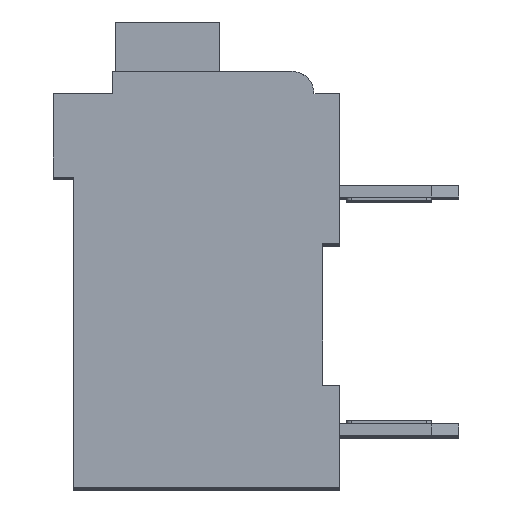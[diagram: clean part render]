
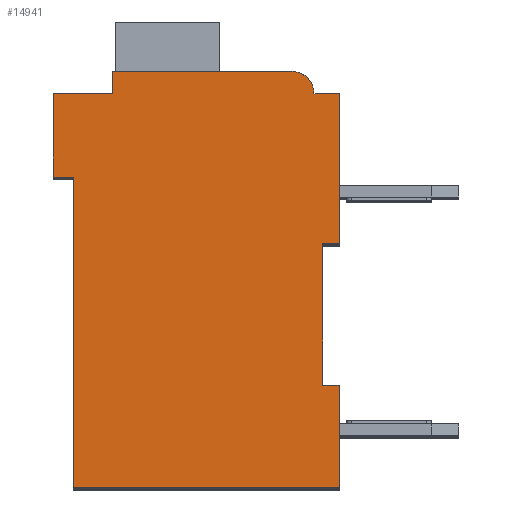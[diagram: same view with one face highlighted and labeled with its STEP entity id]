
A CAD part, top view. The second image highlights one B-rep face of the part: STEP entity #14941.
In plain terms, the highlighted planar face has unit normal (0, 0, 1).
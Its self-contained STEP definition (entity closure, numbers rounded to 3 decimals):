
#4642=DIRECTION('',(1.,0.,0.));
#4643=VECTOR('',#4642,0.5);
#4644=CARTESIAN_POINT('',(7.3,7.15,2.1));
#4645=LINE('',#4644,#4643);
#4646=DIRECTION('',(0.,1.,0.));
#4647=VECTOR('',#4646,4.15);
#4648=CARTESIAN_POINT('',(7.3,3.,2.1));
#4649=LINE('',#4648,#4647);
#4650=DIRECTION('',(-1.,0.,0.));
#4651=VECTOR('',#4650,0.5);
#4652=CARTESIAN_POINT('',(7.8,3.,2.1));
#4653=LINE('',#4652,#4651);
#4654=DIRECTION('',(0.,1.,0.));
#4655=VECTOR('',#4654,3.);
#4656=CARTESIAN_POINT('',(7.8,0.,2.1));
#4657=LINE('',#4656,#4655);
#4658=DIRECTION('',(1.,0.,0.));
#4659=VECTOR('',#4658,7.8);
#4660=CARTESIAN_POINT('',(0.,0.,2.1));
#4661=LINE('',#4660,#4659);
#4662=DIRECTION('',(0.,-1.,0.));
#4663=VECTOR('',#4662,9.1);
#4664=CARTESIAN_POINT('',(0.,9.1,2.1));
#4665=LINE('',#4664,#4663);
#4666=DIRECTION('',(1.,0.,0.));
#4667=VECTOR('',#4666,0.6);
#4668=CARTESIAN_POINT('',(-0.6,9.1,2.1));
#4669=LINE('',#4668,#4667);
#4670=DIRECTION('',(0.,-1.,0.));
#4671=VECTOR('',#4670,2.45);
#4672=CARTESIAN_POINT('',(-0.6,11.55,2.1));
#4673=LINE('',#4672,#4671);
#4674=DIRECTION('',(-1.,0.,0.));
#4675=VECTOR('',#4674,1.75);
#4676=CARTESIAN_POINT('',(1.15,11.55,2.1));
#4677=LINE('',#4676,#4675);
#4678=DIRECTION('',(0.,-1.,0.));
#4679=VECTOR('',#4678,0.65);
#4680=CARTESIAN_POINT('',(1.15,12.2,2.1));
#4681=LINE('',#4680,#4679);
#4682=DIRECTION('',(-1.,0.,0.));
#4683=VECTOR('',#4682,5.25);
#4684=CARTESIAN_POINT('',(6.4,12.2,2.1));
#4685=LINE('',#4684,#4683);
#4686=CARTESIAN_POINT('',(6.4,11.55,2.1));
#4687=DIRECTION('',(0.,0.,1.));
#4688=DIRECTION('',(1.,0.,0.));
#4689=AXIS2_PLACEMENT_3D('',#4686,#4687,#4688);
#4691=DIRECTION('',(-1.,0.,0.));
#4692=VECTOR('',#4691,0.75);
#4693=CARTESIAN_POINT('',(7.8,11.55,2.1));
#4694=LINE('',#4693,#4692);
#4695=DIRECTION('',(0.,1.,0.));
#4696=VECTOR('',#4695,4.4);
#4697=CARTESIAN_POINT('',(7.8,7.15,2.1));
#4698=LINE('',#4697,#4696);
#7141=CARTESIAN_POINT('',(7.3,7.15,2.1));
#7142=CARTESIAN_POINT('',(7.8,7.15,2.1));
#7143=VERTEX_POINT('',#7141);
#7144=VERTEX_POINT('',#7142);
#7145=CARTESIAN_POINT('',(7.8,11.55,2.1));
#7146=VERTEX_POINT('',#7145);
#7147=CARTESIAN_POINT('',(7.05,11.55,2.1));
#7148=VERTEX_POINT('',#7147);
#7149=CARTESIAN_POINT('',(6.4,12.2,2.1));
#7150=VERTEX_POINT('',#7149);
#7151=CARTESIAN_POINT('',(1.15,12.2,2.1));
#7152=VERTEX_POINT('',#7151);
#7153=CARTESIAN_POINT('',(1.15,11.55,2.1));
#7154=VERTEX_POINT('',#7153);
#7155=CARTESIAN_POINT('',(-0.6,11.55,2.1));
#7156=VERTEX_POINT('',#7155);
#7157=CARTESIAN_POINT('',(-0.6,9.1,2.1));
#7158=VERTEX_POINT('',#7157);
#7159=CARTESIAN_POINT('',(0.,9.1,2.1));
#7160=VERTEX_POINT('',#7159);
#7161=CARTESIAN_POINT('',(0.,0.,2.1));
#7162=VERTEX_POINT('',#7161);
#7163=CARTESIAN_POINT('',(7.8,0.,2.1));
#7164=VERTEX_POINT('',#7163);
#7165=CARTESIAN_POINT('',(7.8,3.,2.1));
#7166=VERTEX_POINT('',#7165);
#7167=CARTESIAN_POINT('',(7.3,3.,2.1));
#7168=VERTEX_POINT('',#7167);
#14920=CARTESIAN_POINT('',(0.,0.,2.1));
#14921=DIRECTION('',(0.,0.,1.));
#14922=DIRECTION('',(1.,0.,0.));
#14923=AXIS2_PLACEMENT_3D('',#14920,#14921,#14922);
#14924=PLANE('',#14923);
#14925=ORIENTED_EDGE('',*,*,#9402,.F.);
#14926=ORIENTED_EDGE('',*,*,#9790,.F.);
#14927=ORIENTED_EDGE('',*,*,#12352,.F.);
#14928=ORIENTED_EDGE('',*,*,#12527,.F.);
#14929=ORIENTED_EDGE('',*,*,#12738,.F.);
#14930=ORIENTED_EDGE('',*,*,#13036,.F.);
#14931=ORIENTED_EDGE('',*,*,#13144,.F.);
#14932=ORIENTED_EDGE('',*,*,#13355,.F.);
#14933=ORIENTED_EDGE('',*,*,#13613,.F.);
#14934=ORIENTED_EDGE('',*,*,#14000,.F.);
#14935=ORIENTED_EDGE('',*,*,#14296,.F.);
#14936=ORIENTED_EDGE('',*,*,#13664,.F.);
#14937=ORIENTED_EDGE('',*,*,#13881,.F.);
#14938=ORIENTED_EDGE('',*,*,#9685,.F.);
#14939=EDGE_LOOP('',(#14925,#14926,#14927,#14928,#14929,#14930,#14931,#14932,
#14933,#14934,#14935,#14936,#14937,#14938));
#14940=FACE_OUTER_BOUND('',#14939,.F.);
#4690=CIRCLE('',#4689,0.65);
#9402=EDGE_CURVE('',#7143,#7144,#4645,.T.);
#9685=EDGE_CURVE('',#7144,#7146,#4698,.T.);
#9790=EDGE_CURVE('',#7168,#7143,#4649,.T.);
#12352=EDGE_CURVE('',#7166,#7168,#4653,.T.);
#12527=EDGE_CURVE('',#7164,#7166,#4657,.T.);
#12738=EDGE_CURVE('',#7162,#7164,#4661,.T.);
#13036=EDGE_CURVE('',#7160,#7162,#4665,.T.);
#13144=EDGE_CURVE('',#7158,#7160,#4669,.T.);
#13355=EDGE_CURVE('',#7156,#7158,#4673,.T.);
#13613=EDGE_CURVE('',#7154,#7156,#4677,.T.);
#13664=EDGE_CURVE('',#7148,#7150,#4690,.T.);
#13881=EDGE_CURVE('',#7146,#7148,#4694,.T.);
#14000=EDGE_CURVE('',#7152,#7154,#4681,.T.);
#14296=EDGE_CURVE('',#7150,#7152,#4685,.T.);
#14941=ADVANCED_FACE('',(#14940),#14924,.T.);
